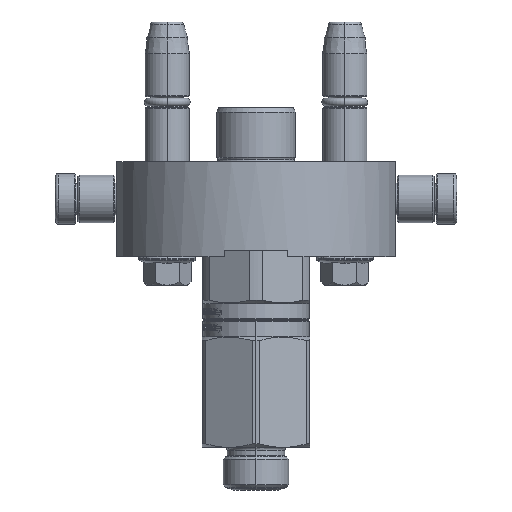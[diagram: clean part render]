
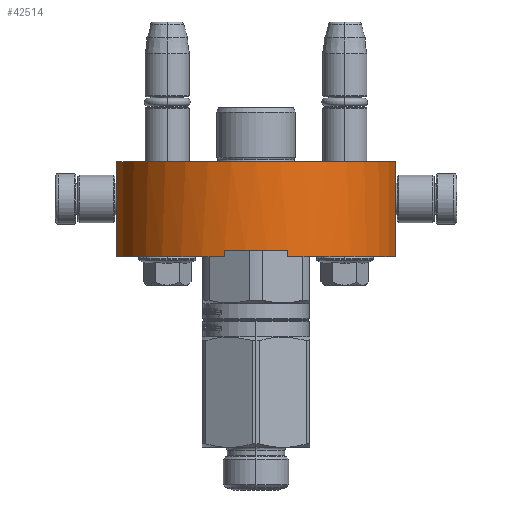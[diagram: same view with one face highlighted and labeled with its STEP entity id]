
A CAD part, left-side view. The second image highlights one B-rep face of the part: STEP entity #42514.
In plain terms, the highlighted cylindrical face has radius 44.75 mm (diameter 89.5 mm), a partial arc.
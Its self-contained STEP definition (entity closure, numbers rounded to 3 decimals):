
#509 = DIRECTION ( 'NONE',  ( -0.983, 0., 0.182 ) ) ;
#1081 = VECTOR ( 'NONE', #13746, 1000. ) ;
#1362 = CARTESIAN_POINT ( 'NONE',  ( 44., 0., 8.159 ) ) ;
#2149 = VECTOR ( 'NONE', #2920, 1000. ) ;
#2769 = VERTEX_POINT ( 'NONE', #22452 ) ;
#2870 = CARTESIAN_POINT ( 'NONE',  ( 44., 30., 8.159 ) ) ;
#2920 = DIRECTION ( 'NONE',  ( 0., 1., 0. ) ) ;
#3419 = DIRECTION ( 'NONE',  ( 0., 1., 0. ) ) ;
#3672 = EDGE_CURVE ( 'NONE', #42752, #4083, #35997, .T. ) ;
#4083 = VERTEX_POINT ( 'NONE', #2870 ) ;
#4228 = CARTESIAN_POINT ( 'NONE',  ( -10., 28., 43.618 ) ) ;
#5350 = VERTEX_POINT ( 'NONE', #50822 ) ;
#5411 = ORIENTED_EDGE ( 'NONE', *, *, #6400, .F. ) ;
#6400 = EDGE_CURVE ( 'NONE', #2769, #37716, #47225, .T. ) ;
#6554 = EDGE_LOOP ( 'NONE', ( #37585, #5411, #23767, #39016, #52555, #38979, #12148, #13270 ) ) ;
#7599 = CARTESIAN_POINT ( 'NONE',  ( 0., 28., 0. ) ) ;
#7801 = CARTESIAN_POINT ( 'NONE',  ( 10., 28., 43.618 ) ) ;
#11449 = CARTESIAN_POINT ( 'NONE',  ( 44., 0., 8.159 ) ) ;
#12148 = ORIENTED_EDGE ( 'NONE', *, *, #50960, .F. ) ;
#13082 = AXIS2_PLACEMENT_3D ( 'NONE', #24161, #3419, #32497 ) ;
#13270 = ORIENTED_EDGE ( 'NONE', *, *, #27915, .F. ) ;
#13630 = DIRECTION ( 'NONE',  ( 0., 1., 0. ) ) ;
#13746 = DIRECTION ( 'NONE',  ( 0., 1., 0. ) ) ;
#15193 = VERTEX_POINT ( 'NONE', #39668 ) ;
#15401 = LINE ( 'NONE', #1362, #1081 ) ;
#16207 = AXIS2_PLACEMENT_3D ( 'NONE', #7599, #53021, #37040 ) ;
#16616 = CARTESIAN_POINT ( 'NONE',  ( 0., 0., 0. ) ) ;
#16734 = DIRECTION ( 'NONE',  ( -0.983, 0., 0.182 ) ) ;
#17354 = VECTOR ( 'NONE', #25074, 1000. ) ;
#17468 = AXIS2_PLACEMENT_3D ( 'NONE', #30155, #13630, #509 ) ;
#19307 = LINE ( 'NONE', #53926, #17354 ) ;
#21098 = CARTESIAN_POINT ( 'NONE',  ( 0., 0., 0. ) ) ;
#22346 = FACE_OUTER_BOUND ( 'NONE', #6554, .T. ) ;
#22452 = CARTESIAN_POINT ( 'NONE',  ( -44., 30., 8.159 ) ) ;
#23767 = ORIENTED_EDGE ( 'NONE', *, *, #39408, .F. ) ;
#24161 = CARTESIAN_POINT ( 'NONE',  ( 0., 30., 0. ) ) ;
#24890 = CIRCLE ( 'NONE', #32043, 44.75 ) ;
#25074 = DIRECTION ( 'NONE',  ( 0., 1., 0. ) ) ;
#27846 = CARTESIAN_POINT ( 'NONE',  ( -10., 30., 43.618 ) ) ;
#27897 = VERTEX_POINT ( 'NONE', #11449 ) ;
#27915 = EDGE_CURVE ( 'NONE', #52136, #5350, #29840, .T. ) ;
#29840 = CIRCLE ( 'NONE', #16207, 44.75 ) ;
#30155 = CARTESIAN_POINT ( 'NONE',  ( 0., 30., 0. ) ) ;
#31433 = EDGE_CURVE ( 'NONE', #27897, #4083, #15401, .T. ) ;
#31757 = EDGE_CURVE ( 'NONE', #52136, #37716, #42659, .T. ) ;
#32043 = AXIS2_PLACEMENT_3D ( 'NONE', #21098, #32345, #16734 ) ;
#32266 = VECTOR ( 'NONE', #45324, 1000. ) ;
#32345 = DIRECTION ( 'NONE',  ( 0., 1., 0. ) ) ;
#32497 = DIRECTION ( 'NONE',  ( 0.223, 0., 0.975 ) ) ;
#33729 = AXIS2_PLACEMENT_3D ( 'NONE', #16616, #45705, #53481 ) ;
#35997 = CIRCLE ( 'NONE', #13082, 44.75 ) ;
#37040 = DIRECTION ( 'NONE',  ( -0.223, 0., 0.975 ) ) ;
#37470 = CARTESIAN_POINT ( 'NONE',  ( -10., 28., 43.618 ) ) ;
#37585 = ORIENTED_EDGE ( 'NONE', *, *, #31757, .T. ) ;
#37716 = VERTEX_POINT ( 'NONE', #27846 ) ;
#38979 = ORIENTED_EDGE ( 'NONE', *, *, #3672, .F. ) ;
#39016 = ORIENTED_EDGE ( 'NONE', *, *, #53655, .T. ) ;
#39408 = EDGE_CURVE ( 'NONE', #15193, #2769, #19307, .T. ) ;
#39668 = CARTESIAN_POINT ( 'NONE',  ( -44., 0., 8.159 ) ) ;
#42514 = ADVANCED_FACE ( 'NONE', ( #22346 ), #43143, .T. ) ;
#42659 = LINE ( 'NONE', #4228, #32266 ) ;
#42752 = VERTEX_POINT ( 'NONE', #53020 ) ;
#43143 = CYLINDRICAL_SURFACE ( 'NONE', #33729, 44.75 ) ;
#45097 = LINE ( 'NONE', #7801, #2149 ) ;
#45324 = DIRECTION ( 'NONE',  ( 0., 1., 0. ) ) ;
#45705 = DIRECTION ( 'NONE',  ( 0., -1., 0. ) ) ;
#47225 = CIRCLE ( 'NONE', #17468, 44.75 ) ;
#50822 = CARTESIAN_POINT ( 'NONE',  ( 10., 28., 43.618 ) ) ;
#50960 = EDGE_CURVE ( 'NONE', #5350, #42752, #45097, .T. ) ;
#52136 = VERTEX_POINT ( 'NONE', #37470 ) ;
#52555 = ORIENTED_EDGE ( 'NONE', *, *, #31433, .T. ) ;
#53020 = CARTESIAN_POINT ( 'NONE',  ( 10., 30., 43.618 ) ) ;
#53021 = DIRECTION ( 'NONE',  ( 0., 1., 0. ) ) ;
#53481 = DIRECTION ( 'NONE',  ( 1., 0., 0. ) ) ;
#53655 = EDGE_CURVE ( 'NONE', #15193, #27897, #24890, .T. ) ;
#53926 = CARTESIAN_POINT ( 'NONE',  ( -44., 0., 8.159 ) ) ;
